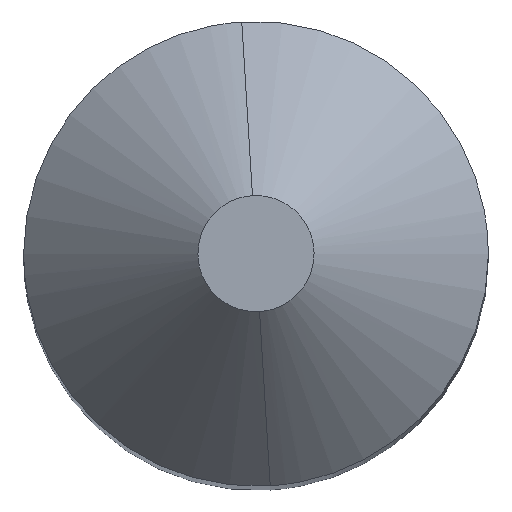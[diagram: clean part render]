
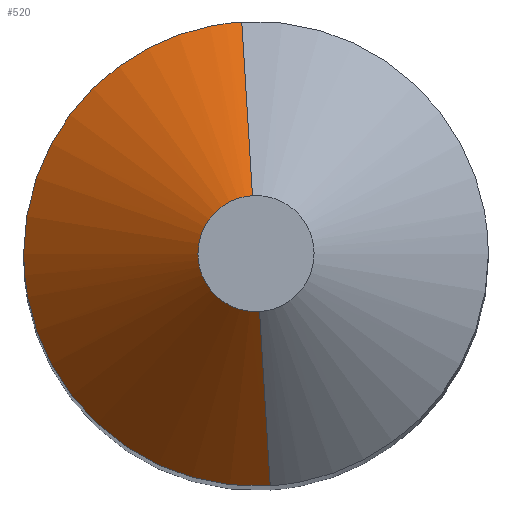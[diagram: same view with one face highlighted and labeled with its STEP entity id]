
A CAD part, top view. The second image highlights one B-rep face of the part: STEP entity #520.
In plain terms, the highlighted free-form (B-spline) face has degree [2, 1] with [5, 2] control points.
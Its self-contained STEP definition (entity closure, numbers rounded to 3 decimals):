
#295=CARTESIAN_POINT('',(-0.244,3.993,41.));
#296=VERTEX_POINT('',#295);
#319=CARTESIAN_POINT('',(0.244,-3.993,41.));
#320=VERTEX_POINT('',#319);
#366=CARTESIAN_POINT('',(-4.0,0.0,41.0));
#367=VERTEX_POINT('',#366);
#368=CARTESIAN_POINT('',(0.244,-3.993,41.));
#369=CARTESIAN_POINT('',(0.122,-4.,41.));
#370=CARTESIAN_POINT('',(0.,-4.,41.));
#371=CARTESIAN_POINT('',(-4.,-4.,41.));
#372=CARTESIAN_POINT('',(-4.0,0.0,41.0));
#380=(BOUNDED_CURVE()B_SPLINE_CURVE(2,(#368,#369,#370,#371,#372),.UNSPECIFIED.,.F.,.U.)B_SPLINE_CURVE_WITH_KNOTS((3,2,3),(0.739,0.75,1.0),.UNSPECIFIED.)CURVE()GEOMETRIC_REPRESENTATION_ITEM()RATIONAL_B_SPLINE_CURVE((0.976,0.988,1.0,0.707,1.0))REPRESENTATION_ITEM(''));
#381=EDGE_CURVE('',#320,#367,#380,.T.);
#383=CARTESIAN_POINT('',(-4.0,0.0,41.0));
#384=CARTESIAN_POINT('',(-4.,3.763,41.));
#385=CARTESIAN_POINT('',(-0.244,3.993,41.));
#393=(BOUNDED_CURVE()B_SPLINE_CURVE(2,(#383,#384,#385),.UNSPECIFIED.,.F.,.U.)B_SPLINE_CURVE_WITH_KNOTS((3,3),(0.0,0.239),.UNSPECIFIED.)CURVE()GEOMETRIC_REPRESENTATION_ITEM()RATIONAL_B_SPLINE_CURVE((1.0,0.72,0.976))REPRESENTATION_ITEM(''));
#394=EDGE_CURVE('',#367,#296,#393,.T.);
#417=CARTESIAN_POINT('',(-0.061,0.998,44.));
#418=VERTEX_POINT('',#417);
#436=CARTESIAN_POINT('',(0.061,-0.998,44.));
#437=VERTEX_POINT('',#436);
#451=CARTESIAN_POINT('',(0.061,-0.998,44.));
#452=CARTESIAN_POINT('',(0.244,-3.993,41.));
#453=QUASI_UNIFORM_CURVE('',1,(#451,#452),.UNSPECIFIED.,.F.,.U.);
#454=EDGE_CURVE('',#437,#320,#453,.T.);
#458=CARTESIAN_POINT('',(-0.061,0.998,44.));
#459=CARTESIAN_POINT('',(-0.244,3.993,41.));
#460=QUASI_UNIFORM_CURVE('',1,(#458,#459),.UNSPECIFIED.,.F.,.U.);
#461=EDGE_CURVE('',#418,#296,#460,.T.);
#466=CARTESIAN_POINT('',(0.056,-0.923,44.075));
#467=CARTESIAN_POINT('',(-0.867,-0.98,44.075));
#468=CARTESIAN_POINT('',(-0.923,-0.056,44.075));
#469=CARTESIAN_POINT('',(-0.98,0.867,44.075));
#470=CARTESIAN_POINT('',(-0.056,0.923,44.075));
#471=CARTESIAN_POINT('',(0.249,-4.069,40.923));
#472=CARTESIAN_POINT('',(-3.82,-4.318,40.923));
#473=CARTESIAN_POINT('',(-4.069,-0.249,40.923));
#474=CARTESIAN_POINT('',(-4.318,3.82,40.923));
#475=CARTESIAN_POINT('',(-0.249,4.069,40.923));
#483=(BOUNDED_SURFACE()B_SPLINE_SURFACE(2,1,((#466,#471),(#467,#472),(#468,#473),(#469,#474),(#470,#475)),.UNSPECIFIED.,.F.,.F.,.U.)B_SPLINE_SURFACE_WITH_KNOTS((3,2,3),(2,2),(0.0,6.755,13.51),(0.0,4.457),.UNSPECIFIED.)GEOMETRIC_REPRESENTATION_ITEM()RATIONAL_B_SPLINE_SURFACE(((1.0,1.0),(0.707,0.707),(1.0,1.0),(0.707,0.707),(1.0,1.0)))REPRESENTATION_ITEM('')SURFACE());
#484=CARTESIAN_POINT('',(-1.,0.0,44.0));
#485=VERTEX_POINT('',#484);
#486=CARTESIAN_POINT('',(-1.,0.0,44.0));
#487=CARTESIAN_POINT('',(-1.,0.941,44.));
#488=CARTESIAN_POINT('',(-0.061,0.998,44.));
#496=(BOUNDED_CURVE()B_SPLINE_CURVE(2,(#486,#487,#488),.UNSPECIFIED.,.F.,.U.)B_SPLINE_CURVE_WITH_KNOTS((3,3),(0.0,0.239),.UNSPECIFIED.)CURVE()GEOMETRIC_REPRESENTATION_ITEM()RATIONAL_B_SPLINE_CURVE((1.0,0.72,0.976))REPRESENTATION_ITEM(''));
#497=EDGE_CURVE('',#485,#418,#496,.T.);
#498=ORIENTED_EDGE('',*,*,#497,.T.);
#499=ORIENTED_EDGE('',*,*,#461,.T.);
#500=ORIENTED_EDGE('',*,*,#394,.F.);
#501=ORIENTED_EDGE('',*,*,#381,.F.);
#502=ORIENTED_EDGE('',*,*,#454,.F.);
#503=CARTESIAN_POINT('',(0.061,-0.998,44.));
#504=CARTESIAN_POINT('',(0.031,-1.,44.));
#505=CARTESIAN_POINT('',(0.,-1.,44.));
#506=CARTESIAN_POINT('',(-1.,-1.,44.));
#507=CARTESIAN_POINT('',(-1.,0.0,44.0));
#515=(BOUNDED_CURVE()B_SPLINE_CURVE(2,(#503,#504,#505,#506,#507),.UNSPECIFIED.,.F.,.U.)B_SPLINE_CURVE_WITH_KNOTS((3,2,3),(0.739,0.75,1.0),.UNSPECIFIED.)CURVE()GEOMETRIC_REPRESENTATION_ITEM()RATIONAL_B_SPLINE_CURVE((0.976,0.988,1.0,0.707,1.0))REPRESENTATION_ITEM(''));
#516=EDGE_CURVE('',#437,#485,#515,.T.);
#517=ORIENTED_EDGE('',*,*,#516,.T.);
#518=EDGE_LOOP('',(#498,#499,#500,#501,#502,#517));
#519=FACE_OUTER_BOUND('',#518,.T.);
#520=ADVANCED_FACE('',(#519),#483,.T.);
